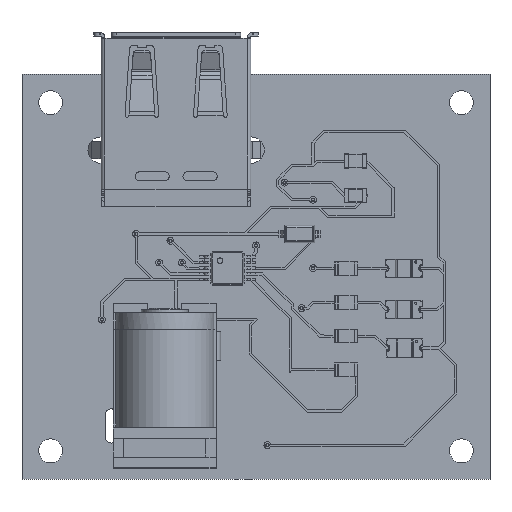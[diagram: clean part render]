
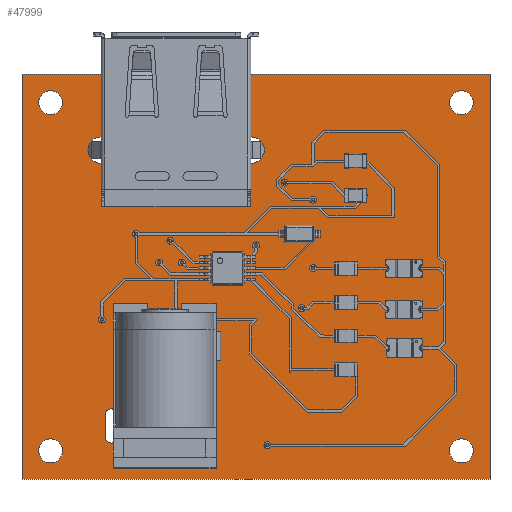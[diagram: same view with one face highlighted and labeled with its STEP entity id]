
A CAD part, top view. The second image highlights one B-rep face of the part: STEP entity #47999.
In plain terms, the highlighted planar face has unit normal (0, 0, 1).
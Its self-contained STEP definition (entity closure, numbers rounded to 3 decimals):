
#47669 = VERTEX_POINT('',#47670);
#47670 = CARTESIAN_POINT('',(153.,-119.,1.51));
#47676 = EDGE_CURVE('',#47669,#47677,#47679,.T.);
#47677 = VERTEX_POINT('',#47678);
#47678 = CARTESIAN_POINT('',(112.,-119.,1.51));
#47679 = LINE('',#47680,#47681);
#47680 = CARTESIAN_POINT('',(153.,-119.,1.51));
#47681 = VECTOR('',#47682,1.);
#47682 = DIRECTION('',(-1.,0.,0.));
#47709 = VERTEX_POINT('',#47710);
#47710 = CARTESIAN_POINT('',(153.,-83.5,1.51));
#47716 = EDGE_CURVE('',#47709,#47669,#47717,.T.);
#47717 = LINE('',#47718,#47719);
#47718 = CARTESIAN_POINT('',(153.,-83.5,1.51));
#47719 = VECTOR('',#47720,1.);
#47720 = DIRECTION('',(0.,-1.,0.));
#47738 = EDGE_CURVE('',#47677,#47739,#47741,.T.);
#47739 = VERTEX_POINT('',#47740);
#47740 = CARTESIAN_POINT('',(112.,-83.5,1.51));
#47741 = LINE('',#47742,#47743);
#47742 = CARTESIAN_POINT('',(112.,-119.,1.51));
#47743 = VECTOR('',#47744,1.);
#47744 = DIRECTION('',(0.,1.,0.));
#47999 = ADVANCED_FACE('',(#48000,#48011,#48022,#48058,#48094,#48130,
    #48141,#48152,#48163,#48174,#48185,#48196,#48207,#48218),#48229,.T.
  );
#48000 = FACE_BOUND('',#48001,.T.);
#48001 = EDGE_LOOP('',(#48002,#48003,#48004,#48010));
#48002 = ORIENTED_EDGE('',*,*,#47676,.F.);
#48003 = ORIENTED_EDGE('',*,*,#47716,.F.);
#48004 = ORIENTED_EDGE('',*,*,#48005,.F.);
#48005 = EDGE_CURVE('',#47739,#47709,#48006,.T.);
#48006 = LINE('',#48007,#48008);
#48007 = CARTESIAN_POINT('',(112.,-83.5,1.51));
#48008 = VECTOR('',#48009,1.);
#48009 = DIRECTION('',(1.,0.,0.));
#48010 = ORIENTED_EDGE('',*,*,#47738,.F.);
#48011 = FACE_BOUND('',#48012,.T.);
#48012 = EDGE_LOOP('',(#48013));
#48013 = ORIENTED_EDGE('',*,*,#48014,.T.);
#48014 = EDGE_CURVE('',#48015,#48015,#48017,.T.);
#48015 = VERTEX_POINT('',#48016);
#48016 = CARTESIAN_POINT('',(114.5,-117.55,1.51));
#48017 = CIRCLE('',#48018,1.05);
#48018 = AXIS2_PLACEMENT_3D('',#48019,#48020,#48021);
#48019 = CARTESIAN_POINT('',(114.5,-116.5,1.51));
#48020 = DIRECTION('',(-0.,0.,-1.));
#48021 = DIRECTION('',(-0.,-1.,0.));
#48022 = FACE_BOUND('',#48023,.T.);
#48023 = EDGE_LOOP('',(#48024,#48035,#48043,#48052));
#48024 = ORIENTED_EDGE('',*,*,#48025,.T.);
#48025 = EDGE_CURVE('',#48026,#48028,#48030,.T.);
#48026 = VERTEX_POINT('',#48027);
#48027 = CARTESIAN_POINT('',(119.3,-113.313,1.51));
#48028 = VERTEX_POINT('',#48029);
#48029 = CARTESIAN_POINT('',(120.3,-113.313,1.51));
#48030 = CIRCLE('',#48031,0.5);
#48031 = AXIS2_PLACEMENT_3D('',#48032,#48033,#48034);
#48032 = CARTESIAN_POINT('',(119.8,-113.313,1.51));
#48033 = DIRECTION('',(0.,-0.,-1.));
#48034 = DIRECTION('',(1.,0.,-0.));
#48035 = ORIENTED_EDGE('',*,*,#48036,.T.);
#48036 = EDGE_CURVE('',#48028,#48037,#48039,.T.);
#48037 = VERTEX_POINT('',#48038);
#48038 = CARTESIAN_POINT('',(120.3,-115.313,1.51));
#48039 = LINE('',#48040,#48041);
#48040 = CARTESIAN_POINT('',(120.3,-57.656,1.51));
#48041 = VECTOR('',#48042,1.);
#48042 = DIRECTION('',(0.,-1.,0.));
#48043 = ORIENTED_EDGE('',*,*,#48044,.T.);
#48044 = EDGE_CURVE('',#48037,#48045,#48047,.T.);
#48045 = VERTEX_POINT('',#48046);
#48046 = CARTESIAN_POINT('',(119.3,-115.313,1.51));
#48047 = CIRCLE('',#48048,0.5);
#48048 = AXIS2_PLACEMENT_3D('',#48049,#48050,#48051);
#48049 = CARTESIAN_POINT('',(119.8,-115.313,1.51));
#48050 = DIRECTION('',(-0.,0.,-1.));
#48051 = DIRECTION('',(-1.,0.,0.));
#48052 = ORIENTED_EDGE('',*,*,#48053,.T.);
#48053 = EDGE_CURVE('',#48045,#48026,#48054,.T.);
#48054 = LINE('',#48055,#48056);
#48055 = CARTESIAN_POINT('',(119.3,-56.656,1.51));
#48056 = VECTOR('',#48057,1.);
#48057 = DIRECTION('',(-0.,1.,0.));
#48058 = FACE_BOUND('',#48059,.T.);
#48059 = EDGE_LOOP('',(#48060,#48071,#48079,#48088));
#48060 = ORIENTED_EDGE('',*,*,#48061,.T.);
#48061 = EDGE_CURVE('',#48062,#48064,#48066,.T.);
#48062 = VERTEX_POINT('',#48063);
#48063 = CARTESIAN_POINT('',(125.75,-116.813,1.51));
#48064 = VERTEX_POINT('',#48065);
#48065 = CARTESIAN_POINT('',(125.75,-117.813,1.51));
#48066 = CIRCLE('',#48067,0.5);
#48067 = AXIS2_PLACEMENT_3D('',#48068,#48069,#48070);
#48068 = CARTESIAN_POINT('',(125.75,-117.313,1.51));
#48069 = DIRECTION('',(-0.,0.,-1.));
#48070 = DIRECTION('',(-0.,-1.,0.));
#48071 = ORIENTED_EDGE('',*,*,#48072,.T.);
#48072 = EDGE_CURVE('',#48064,#48073,#48075,.T.);
#48073 = VERTEX_POINT('',#48074);
#48074 = CARTESIAN_POINT('',(123.25,-117.813,1.51));
#48075 = LINE('',#48076,#48077);
#48076 = CARTESIAN_POINT('',(61.625,-117.813,1.51));
#48077 = VECTOR('',#48078,1.);
#48078 = DIRECTION('',(-1.,0.,0.));
#48079 = ORIENTED_EDGE('',*,*,#48080,.T.);
#48080 = EDGE_CURVE('',#48073,#48081,#48083,.T.);
#48081 = VERTEX_POINT('',#48082);
#48082 = CARTESIAN_POINT('',(123.25,-116.813,1.51));
#48083 = CIRCLE('',#48084,0.5);
#48084 = AXIS2_PLACEMENT_3D('',#48085,#48086,#48087);
#48085 = CARTESIAN_POINT('',(123.25,-117.313,1.51));
#48086 = DIRECTION('',(-0.,0.,-1.));
#48087 = DIRECTION('',(0.,1.,0.));
#48088 = ORIENTED_EDGE('',*,*,#48089,.T.);
#48089 = EDGE_CURVE('',#48081,#48062,#48090,.T.);
#48090 = LINE('',#48091,#48092);
#48091 = CARTESIAN_POINT('',(62.875,-116.813,1.51));
#48092 = VECTOR('',#48093,1.);
#48093 = DIRECTION('',(1.,0.,-0.));
#48094 = FACE_BOUND('',#48095,.T.);
#48095 = EDGE_LOOP('',(#48096,#48107,#48115,#48124));
#48096 = ORIENTED_EDGE('',*,*,#48097,.T.);
#48097 = EDGE_CURVE('',#48098,#48100,#48102,.T.);
#48098 = VERTEX_POINT('',#48099);
#48099 = CARTESIAN_POINT('',(125.5,-110.813,1.51));
#48100 = VERTEX_POINT('',#48101);
#48101 = CARTESIAN_POINT('',(125.5,-111.813,1.51));
#48102 = CIRCLE('',#48103,0.5);
#48103 = AXIS2_PLACEMENT_3D('',#48104,#48105,#48106);
#48104 = CARTESIAN_POINT('',(125.5,-111.313,1.51));
#48105 = DIRECTION('',(-0.,0.,-1.));
#48106 = DIRECTION('',(-0.,-1.,0.));
#48107 = ORIENTED_EDGE('',*,*,#48108,.T.);
#48108 = EDGE_CURVE('',#48100,#48109,#48111,.T.);
#48109 = VERTEX_POINT('',#48110);
#48110 = CARTESIAN_POINT('',(123.5,-111.813,1.51));
#48111 = LINE('',#48112,#48113);
#48112 = CARTESIAN_POINT('',(61.75,-111.813,1.51));
#48113 = VECTOR('',#48114,1.);
#48114 = DIRECTION('',(-1.,0.,0.));
#48115 = ORIENTED_EDGE('',*,*,#48116,.T.);
#48116 = EDGE_CURVE('',#48109,#48117,#48119,.T.);
#48117 = VERTEX_POINT('',#48118);
#48118 = CARTESIAN_POINT('',(123.5,-110.813,1.51));
#48119 = CIRCLE('',#48120,0.5);
#48120 = AXIS2_PLACEMENT_3D('',#48121,#48122,#48123);
#48121 = CARTESIAN_POINT('',(123.5,-111.313,1.51));
#48122 = DIRECTION('',(-0.,0.,-1.));
#48123 = DIRECTION('',(0.,1.,0.));
#48124 = ORIENTED_EDGE('',*,*,#48125,.T.);
#48125 = EDGE_CURVE('',#48117,#48098,#48126,.T.);
#48126 = LINE('',#48127,#48128);
#48127 = CARTESIAN_POINT('',(62.75,-110.813,1.51));
#48128 = VECTOR('',#48129,1.);
#48129 = DIRECTION('',(1.,0.,-0.));
#48130 = FACE_BOUND('',#48131,.T.);
#48131 = EDGE_LOOP('',(#48132));
#48132 = ORIENTED_EDGE('',*,*,#48133,.T.);
#48133 = EDGE_CURVE('',#48134,#48134,#48136,.T.);
#48134 = VERTEX_POINT('',#48135);
#48135 = CARTESIAN_POINT('',(150.5,-117.55,1.51));
#48136 = CIRCLE('',#48137,1.05);
#48137 = AXIS2_PLACEMENT_3D('',#48138,#48139,#48140);
#48138 = CARTESIAN_POINT('',(150.5,-116.5,1.51));
#48139 = DIRECTION('',(-0.,0.,-1.));
#48140 = DIRECTION('',(-0.,-1.,0.));
#48141 = FACE_BOUND('',#48142,.T.);
#48142 = EDGE_LOOP('',(#48143));
#48143 = ORIENTED_EDGE('',*,*,#48144,.T.);
#48144 = EDGE_CURVE('',#48145,#48145,#48147,.T.);
#48145 = VERTEX_POINT('',#48146);
#48146 = CARTESIAN_POINT('',(122.,-93.335,1.51));
#48147 = CIRCLE('',#48148,0.475);
#48148 = AXIS2_PLACEMENT_3D('',#48149,#48150,#48151);
#48149 = CARTESIAN_POINT('',(122.,-92.86,1.51));
#48150 = DIRECTION('',(-0.,0.,-1.));
#48151 = DIRECTION('',(-0.,-1.,0.));
#48152 = FACE_BOUND('',#48153,.T.);
#48153 = EDGE_LOOP('',(#48154));
#48154 = ORIENTED_EDGE('',*,*,#48155,.T.);
#48155 = EDGE_CURVE('',#48156,#48156,#48158,.T.);
#48156 = VERTEX_POINT('',#48157);
#48157 = CARTESIAN_POINT('',(118.93,-91.3,1.51));
#48158 = CIRCLE('',#48159,1.15);
#48159 = AXIS2_PLACEMENT_3D('',#48160,#48161,#48162);
#48160 = CARTESIAN_POINT('',(118.93,-90.15,1.51));
#48161 = DIRECTION('',(-0.,0.,-1.));
#48162 = DIRECTION('',(-0.,-1.,0.));
#48163 = FACE_BOUND('',#48164,.T.);
#48164 = EDGE_LOOP('',(#48165));
#48165 = ORIENTED_EDGE('',*,*,#48166,.T.);
#48166 = EDGE_CURVE('',#48167,#48167,#48169,.T.);
#48167 = VERTEX_POINT('',#48168);
#48168 = CARTESIAN_POINT('',(114.5,-87.05,1.51));
#48169 = CIRCLE('',#48170,1.05);
#48170 = AXIS2_PLACEMENT_3D('',#48171,#48172,#48173);
#48171 = CARTESIAN_POINT('',(114.5,-86.,1.51));
#48172 = DIRECTION('',(-0.,0.,-1.));
#48173 = DIRECTION('',(-0.,-1.,0.));
#48174 = FACE_BOUND('',#48175,.T.);
#48175 = EDGE_LOOP('',(#48176));
#48176 = ORIENTED_EDGE('',*,*,#48177,.T.);
#48177 = EDGE_CURVE('',#48178,#48178,#48180,.T.);
#48178 = VERTEX_POINT('',#48179);
#48179 = CARTESIAN_POINT('',(124.5,-93.335,1.51));
#48180 = CIRCLE('',#48181,0.475);
#48181 = AXIS2_PLACEMENT_3D('',#48182,#48183,#48184);
#48182 = CARTESIAN_POINT('',(124.5,-92.86,1.51));
#48183 = DIRECTION('',(-0.,0.,-1.));
#48184 = DIRECTION('',(-0.,-1.,0.));
#48185 = FACE_BOUND('',#48186,.T.);
#48186 = EDGE_LOOP('',(#48187));
#48187 = ORIENTED_EDGE('',*,*,#48188,.T.);
#48188 = EDGE_CURVE('',#48189,#48189,#48191,.T.);
#48189 = VERTEX_POINT('',#48190);
#48190 = CARTESIAN_POINT('',(126.5,-93.335,1.51));
#48191 = CIRCLE('',#48192,0.475);
#48192 = AXIS2_PLACEMENT_3D('',#48193,#48194,#48195);
#48193 = CARTESIAN_POINT('',(126.5,-92.86,1.51));
#48194 = DIRECTION('',(-0.,0.,-1.));
#48195 = DIRECTION('',(-0.,-1.,0.));
#48196 = FACE_BOUND('',#48197,.T.);
#48197 = EDGE_LOOP('',(#48198));
#48198 = ORIENTED_EDGE('',*,*,#48199,.T.);
#48199 = EDGE_CURVE('',#48200,#48200,#48202,.T.);
#48200 = VERTEX_POINT('',#48201);
#48201 = CARTESIAN_POINT('',(129.,-93.335,1.51));
#48202 = CIRCLE('',#48203,0.475);
#48203 = AXIS2_PLACEMENT_3D('',#48204,#48205,#48206);
#48204 = CARTESIAN_POINT('',(129.,-92.86,1.51));
#48205 = DIRECTION('',(-0.,0.,-1.));
#48206 = DIRECTION('',(-0.,-1.,0.));
#48207 = FACE_BOUND('',#48208,.T.);
#48208 = EDGE_LOOP('',(#48209));
#48209 = ORIENTED_EDGE('',*,*,#48210,.T.);
#48210 = EDGE_CURVE('',#48211,#48211,#48213,.T.);
#48211 = VERTEX_POINT('',#48212);
#48212 = CARTESIAN_POINT('',(132.07,-91.3,1.51));
#48213 = CIRCLE('',#48214,1.15);
#48214 = AXIS2_PLACEMENT_3D('',#48215,#48216,#48217);
#48215 = CARTESIAN_POINT('',(132.07,-90.15,1.51));
#48216 = DIRECTION('',(-0.,0.,-1.));
#48217 = DIRECTION('',(-0.,-1.,0.));
#48218 = FACE_BOUND('',#48219,.T.);
#48219 = EDGE_LOOP('',(#48220));
#48220 = ORIENTED_EDGE('',*,*,#48221,.T.);
#48221 = EDGE_CURVE('',#48222,#48222,#48224,.T.);
#48222 = VERTEX_POINT('',#48223);
#48223 = CARTESIAN_POINT('',(150.5,-87.05,1.51));
#48224 = CIRCLE('',#48225,1.05);
#48225 = AXIS2_PLACEMENT_3D('',#48226,#48227,#48228);
#48226 = CARTESIAN_POINT('',(150.5,-86.,1.51));
#48227 = DIRECTION('',(-0.,0.,-1.));
#48228 = DIRECTION('',(-0.,-1.,0.));
#48229 = PLANE('',#48230);
#48230 = AXIS2_PLACEMENT_3D('',#48231,#48232,#48233);
#48231 = CARTESIAN_POINT('',(0.,0.,1.51));
#48232 = DIRECTION('',(0.,0.,1.));
#48233 = DIRECTION('',(1.,0.,-0.));
